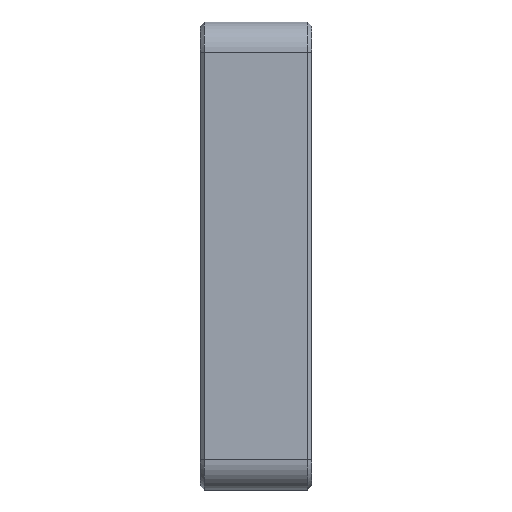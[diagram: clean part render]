
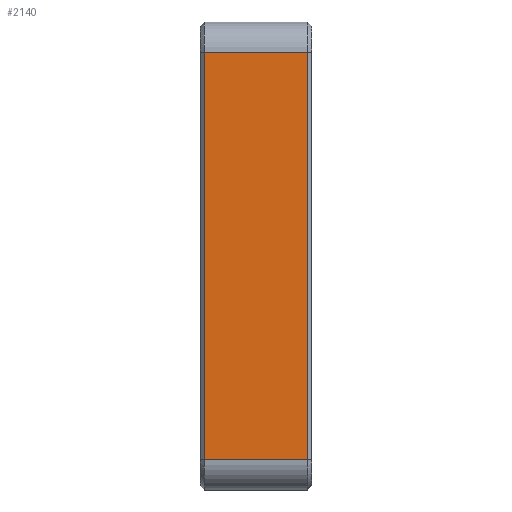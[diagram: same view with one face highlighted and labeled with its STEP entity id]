
A CAD part, left-side view. The second image highlights one B-rep face of the part: STEP entity #2140.
In plain terms, the highlighted planar face has unit normal (-1, 0, 0).
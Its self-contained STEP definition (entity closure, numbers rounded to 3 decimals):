
#92=PLANE('',#2359);
#237=FACE_OUTER_BOUND('',#374,.T.);
#374=EDGE_LOOP('',(#1933,#1934,#1935,#1936));
#518=LINE('',#3391,#739);
#596=LINE('',#3629,#817);
#597=LINE('',#3631,#818);
#598=LINE('',#3633,#819);
#739=VECTOR('',#2737,10.);
#817=VECTOR('',#2969,10.);
#818=VECTOR('',#2972,10.);
#819=VECTOR('',#2975,10.);
#1040=VERTEX_POINT('',#3385);
#1041=VERTEX_POINT('',#3389);
#1075=VERTEX_POINT('',#3610);
#1076=VERTEX_POINT('',#3625);
#1269=EDGE_CURVE('',#1041,#1040,#518,.T.);
#1369=EDGE_CURVE('',#1075,#1076,#596,.T.);
#1370=EDGE_CURVE('',#1076,#1041,#597,.T.);
#1371=EDGE_CURVE('',#1075,#1040,#598,.T.);
#1933=ORIENTED_EDGE('',*,*,#1269,.F.);
#1934=ORIENTED_EDGE('',*,*,#1370,.F.);
#1935=ORIENTED_EDGE('',*,*,#1369,.F.);
#1936=ORIENTED_EDGE('',*,*,#1371,.T.);
#2140=ADVANCED_FACE('',(#237),#92,.T.);
#2359=AXIS2_PLACEMENT_3D('',#3632,#2973,#2974);
#2737=DIRECTION('',(0.,0.,1.));
#2969=DIRECTION('',(0.,0.,-1.));
#2972=DIRECTION('',(0.,1.,0.));
#2973=DIRECTION('center_axis',(-1.,0.,0.));
#2974=DIRECTION('ref_axis',(0.,0.,-1.));
#2975=DIRECTION('',(0.,1.,0.));
#3385=CARTESIAN_POINT('',(-3.5,-7.9,90.15));
#3389=CARTESIAN_POINT('',(-3.5,-7.9,49.85));
#3391=CARTESIAN_POINT('',(-3.5,-7.9,85.));
#3610=CARTESIAN_POINT('',(-3.5,-18.1,90.15));
#3625=CARTESIAN_POINT('',(-3.5,-18.1,49.85));
#3629=CARTESIAN_POINT('',(-3.5,-18.1,85.));
#3631=CARTESIAN_POINT('',(-3.5,-7.5,49.85));
#3632=CARTESIAN_POINT('Origin',(-3.5,-7.5,100.));
#3633=CARTESIAN_POINT('',(-3.5,-12.5,90.15));
